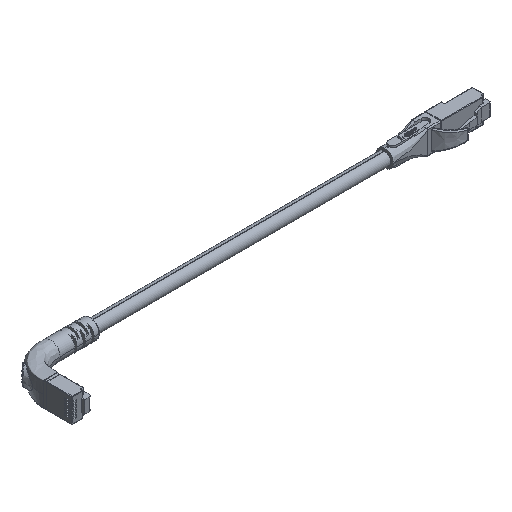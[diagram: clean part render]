
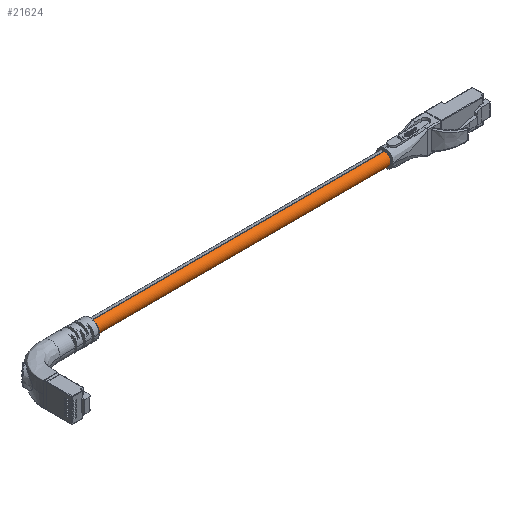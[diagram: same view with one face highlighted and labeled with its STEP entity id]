
A CAD part, isometric view. The second image highlights one B-rep face of the part: STEP entity #21624.
In plain terms, the highlighted cylindrical face has radius 3.048 mm (diameter 6.096 mm), a partial arc.
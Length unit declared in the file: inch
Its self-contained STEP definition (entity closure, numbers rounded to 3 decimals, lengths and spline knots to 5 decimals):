
#21139 = VERTEX_POINT ( 'NONE', #49144 ) ;
#21200 = EDGE_CURVE ( 'NONE', #21139, #21284, #49183, .T. ) ;
#21284 = VERTEX_POINT ( 'NONE', #49216 ) ;
#21302 = VERTEX_POINT ( 'NONE', #49228 ) ;
#21434 = EDGE_CURVE ( 'NONE', #21302, #21139, #49241, .T. ) ;
#21524 = EDGE_CURVE ( 'NONE', #21302, #21563, #49307, .T. ) ;
#21535 = EDGE_CURVE ( 'NONE', #21563, #21284, #49325, .T. ) ;
#21563 = VERTEX_POINT ( 'NONE', #49308 ) ;
#21597 = ORIENTED_EDGE ( 'NONE', *, *, #21200, .F. ) ;
#21613 = EDGE_LOOP ( 'NONE', ( #21597, #21629, #21628, #21626 ) ) ;
#21624 = ADVANCED_FACE ( 'NONE', ( #49112 ), #49435, .T. ) ;
#21626 = ORIENTED_EDGE ( 'NONE', *, *, #21535, .T. ) ;
#21628 = ORIENTED_EDGE ( 'NONE', *, *, #21524, .T. ) ;
#21629 = ORIENTED_EDGE ( 'NONE', *, *, #21434, .F. ) ;
#49112 = FACE_OUTER_BOUND ( 'NONE', #21613, .T. ) ;
#49144 = CARTESIAN_POINT ( 'NONE',  ( 3., 0., -0.12 ) ) ;
#49176 = DIRECTION ( 'NONE',  ( -1., 0., 0. ) ) ;
#49177 = VECTOR ( 'NONE', #49176, 39.37008 ) ;
#49178 = CARTESIAN_POINT ( 'NONE',  ( 3., 0., -0.12 ) ) ;
#49183 = LINE ( 'NONE', #49178, #49177 ) ;
#49216 = CARTESIAN_POINT ( 'NONE',  ( -3., 0., -0.12 ) ) ;
#49228 = CARTESIAN_POINT ( 'NONE',  ( 3., 0., 0.12 ) ) ;
#49241 = CIRCLE ( 'NONE', #49244, 0.12 ) ;
#49242 = CARTESIAN_POINT ( 'NONE',  ( 3., 0., 0. ) ) ;
#49244 = AXIS2_PLACEMENT_3D ( 'NONE', #49242, #49290, #49289 ) ;
#49289 = DIRECTION ( 'NONE',  ( 0., 0., -1. ) ) ;
#49290 = DIRECTION ( 'NONE',  ( 1., 0., 0. ) ) ;
#49301 = DIRECTION ( 'NONE',  ( -1., 0., 0. ) ) ;
#49302 = VECTOR ( 'NONE', #49301, 39.37008 ) ;
#49303 = CARTESIAN_POINT ( 'NONE',  ( 3., 0., 0.12 ) ) ;
#49307 = LINE ( 'NONE', #49303, #49302 ) ;
#49308 = CARTESIAN_POINT ( 'NONE',  ( -3., 0., 0.12 ) ) ;
#49325 = CIRCLE ( 'NONE', #49366, 0.12 ) ;
#49364 = DIRECTION ( 'NONE',  ( 0., 0., -1. ) ) ;
#49365 = DIRECTION ( 'NONE',  ( 1., 0., 0. ) ) ;
#49366 = AXIS2_PLACEMENT_3D ( 'NONE', #49369, #49365, #49364 ) ;
#49369 = CARTESIAN_POINT ( 'NONE',  ( -3., 0., 0. ) ) ;
#49431 = DIRECTION ( 'NONE',  ( 0., 0., 1. ) ) ;
#49432 = DIRECTION ( 'NONE',  ( -1., 0., 0. ) ) ;
#49433 = CARTESIAN_POINT ( 'NONE',  ( 3., 0., 0. ) ) ;
#49434 = AXIS2_PLACEMENT_3D ( 'NONE', #49433, #49432, #49431 ) ;
#49435 = CYLINDRICAL_SURFACE ( 'NONE', #49434, 0.12 ) ;
